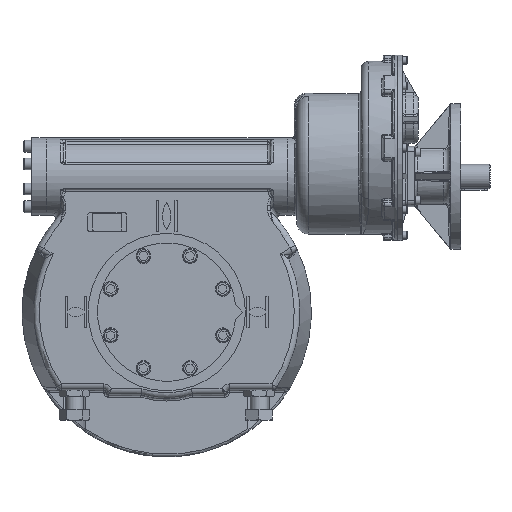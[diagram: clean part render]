
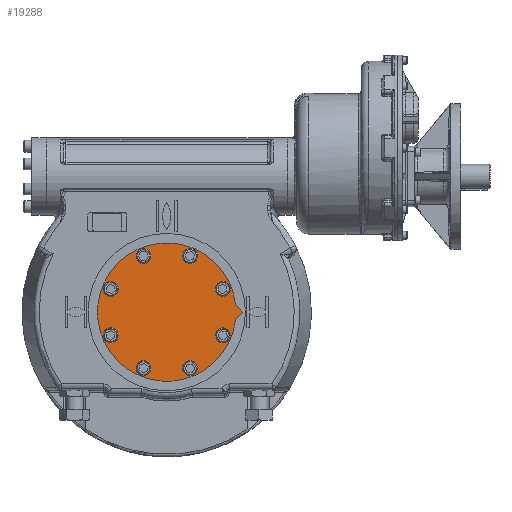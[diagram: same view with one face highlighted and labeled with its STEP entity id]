
A CAD part, top view. The second image highlights one B-rep face of the part: STEP entity #19288.
In plain terms, the highlighted planar face has unit normal (0, 0, 1).
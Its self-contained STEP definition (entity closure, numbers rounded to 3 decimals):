
#1286=LINE('',#54705,#2458);
#1289=LINE('',#54711,#2461);
#2458=VECTOR('',#27877,1000.);
#2461=VECTOR('',#27882,1000.);
#3847=CIRCLE('',#22838,142.5);
#3856=CIRCLE('',#22849,10.5);
#3857=CIRCLE('',#22850,10.5);
#3858=CIRCLE('',#22851,10.5);
#3859=CIRCLE('',#22852,10.5);
#3860=CIRCLE('',#22853,10.5);
#3861=CIRCLE('',#22854,10.5);
#3862=CIRCLE('',#22855,10.5);
#3863=CIRCLE('',#22856,10.5);
#9040=ORIENTED_EDGE('',*,*,#12003,.T.);
#9041=ORIENTED_EDGE('',*,*,#12004,.T.);
#9042=ORIENTED_EDGE('',*,*,#12005,.T.);
#9043=ORIENTED_EDGE('',*,*,#12006,.T.);
#9044=ORIENTED_EDGE('',*,*,#12007,.T.);
#9045=ORIENTED_EDGE('',*,*,#12008,.T.);
#9046=ORIENTED_EDGE('',*,*,#12009,.T.);
#9047=ORIENTED_EDGE('',*,*,#12010,.T.);
#9048=ORIENTED_EDGE('',*,*,#11988,.F.);
#9049=ORIENTED_EDGE('',*,*,#11994,.F.);
#9050=ORIENTED_EDGE('',*,*,#11991,.F.);
#11988=EDGE_CURVE('',#13949,#13950,#1286,.T.);
#11991=EDGE_CURVE('',#13950,#13952,#1289,.T.);
#11994=EDGE_CURVE('',#13952,#13949,#3847,.T.);
#12003=EDGE_CURVE('',#13961,#13961,#3856,.T.);
#12004=EDGE_CURVE('',#13962,#13962,#3857,.T.);
#12005=EDGE_CURVE('',#13963,#13963,#3858,.T.);
#12006=EDGE_CURVE('',#13964,#13964,#3859,.T.);
#12007=EDGE_CURVE('',#13965,#13965,#3860,.T.);
#12008=EDGE_CURVE('',#13966,#13966,#3861,.T.);
#12009=EDGE_CURVE('',#13967,#13967,#3862,.T.);
#12010=EDGE_CURVE('',#13968,#13968,#3863,.T.);
#13949=VERTEX_POINT('',#54704);
#13950=VERTEX_POINT('',#54706);
#13952=VERTEX_POINT('',#54712);
#13961=VERTEX_POINT('',#54736);
#13962=VERTEX_POINT('',#54738);
#13963=VERTEX_POINT('',#54740);
#13964=VERTEX_POINT('',#54742);
#13965=VERTEX_POINT('',#54744);
#13966=VERTEX_POINT('',#54746);
#13967=VERTEX_POINT('',#54748);
#13968=VERTEX_POINT('',#54750);
#16146=EDGE_LOOP('',(#9040));
#16147=EDGE_LOOP('',(#9041));
#16148=EDGE_LOOP('',(#9042));
#16149=EDGE_LOOP('',(#9043));
#16150=EDGE_LOOP('',(#9044));
#16151=EDGE_LOOP('',(#9045));
#16152=EDGE_LOOP('',(#9046));
#16153=EDGE_LOOP('',(#9047));
#16154=EDGE_LOOP('',(#9048,#9049,#9050));
#17601=FACE_BOUND('',#16146,.T.);
#17602=FACE_BOUND('',#16147,.T.);
#17603=FACE_BOUND('',#16148,.T.);
#17604=FACE_BOUND('',#16149,.T.);
#17605=FACE_BOUND('',#16150,.T.);
#17606=FACE_BOUND('',#16151,.T.);
#17607=FACE_BOUND('',#16152,.T.);
#17608=FACE_BOUND('',#16153,.T.);
#17609=FACE_BOUND('',#16154,.T.);
#18141=PLANE('',#22848);
#19288=ADVANCED_FACE('',(#17601,#17602,#17603,#17604,#17605,#17606,#17607,
#17608,#17609),#18141,.F.);
#22838=AXIS2_PLACEMENT_3D('',#54716,#27888,#27889);
#22848=AXIS2_PLACEMENT_3D('',#54734,#27908,#27909);
#22849=AXIS2_PLACEMENT_3D('',#54735,#27910,#27911);
#22850=AXIS2_PLACEMENT_3D('',#54737,#27912,#27913);
#22851=AXIS2_PLACEMENT_3D('',#54739,#27914,#27915);
#22852=AXIS2_PLACEMENT_3D('',#54741,#27916,#27917);
#22853=AXIS2_PLACEMENT_3D('',#54743,#27918,#27919);
#22854=AXIS2_PLACEMENT_3D('',#54745,#27920,#27921);
#22855=AXIS2_PLACEMENT_3D('',#54747,#27922,#27923);
#22856=AXIS2_PLACEMENT_3D('',#54749,#27924,#27925);
#27877=DIRECTION('',(0.707,-0.707,0.));
#27882=DIRECTION('',(-0.707,-0.707,0.));
#27888=DIRECTION('',(0.,0.,-1.));
#27889=DIRECTION('',(1.,0.,0.));
#27908=DIRECTION('',(0.,0.,-1.));
#27909=DIRECTION('',(1.,0.,0.));
#27910=DIRECTION('',(0.,0.,-1.));
#27911=DIRECTION('',(0.707,0.707,0.));
#27912=DIRECTION('',(0.,0.,-1.));
#27913=DIRECTION('',(0.,1.,0.));
#27914=DIRECTION('',(0.,0.,-1.));
#27915=DIRECTION('',(-0.707,0.707,0.));
#27916=DIRECTION('',(0.,0.,-1.));
#27917=DIRECTION('',(-1.,0.,0.));
#27918=DIRECTION('',(0.,0.,-1.));
#27919=DIRECTION('',(-0.707,-0.707,0.));
#27920=DIRECTION('',(0.,0.,-1.));
#27921=DIRECTION('',(0.,-1.,0.));
#27922=DIRECTION('',(0.,0.,-1.));
#27923=DIRECTION('',(0.707,-0.707,0.));
#27924=DIRECTION('',(0.,0.,-1.));
#27925=DIRECTION('',(1.,0.,0.));
#54704=CARTESIAN_POINT('',(141.673,15.327,78.));
#54705=CARTESIAN_POINT('',(157.,0.,78.));
#54706=CARTESIAN_POINT('',(157.,0.,78.));
#54711=CARTESIAN_POINT('',(157.,0.,78.));
#54712=CARTESIAN_POINT('',(141.673,-15.327,78.));
#54716=CARTESIAN_POINT('',(0.,0.,78.));
#54734=CARTESIAN_POINT('',(0.,0.,78.));
#54735=CARTESIAN_POINT('',(47.835,115.485,78.));
#54736=CARTESIAN_POINT('',(55.26,122.91,78.));
#54737=CARTESIAN_POINT('',(-47.835,115.485,78.));
#54738=CARTESIAN_POINT('',(-47.835,125.985,78.));
#54739=CARTESIAN_POINT('',(-115.485,47.835,78.));
#54740=CARTESIAN_POINT('',(-122.91,55.26,78.));
#54741=CARTESIAN_POINT('',(-115.485,-47.835,78.));
#54742=CARTESIAN_POINT('',(-125.985,-47.835,78.));
#54743=CARTESIAN_POINT('',(-47.835,-115.485,78.));
#54744=CARTESIAN_POINT('',(-55.26,-122.91,78.));
#54745=CARTESIAN_POINT('',(47.835,-115.485,78.));
#54746=CARTESIAN_POINT('',(47.835,-125.985,78.));
#54747=CARTESIAN_POINT('',(115.485,-47.835,78.));
#54748=CARTESIAN_POINT('',(122.91,-55.26,78.));
#54749=CARTESIAN_POINT('',(115.485,47.835,78.));
#54750=CARTESIAN_POINT('',(125.985,47.835,78.));
